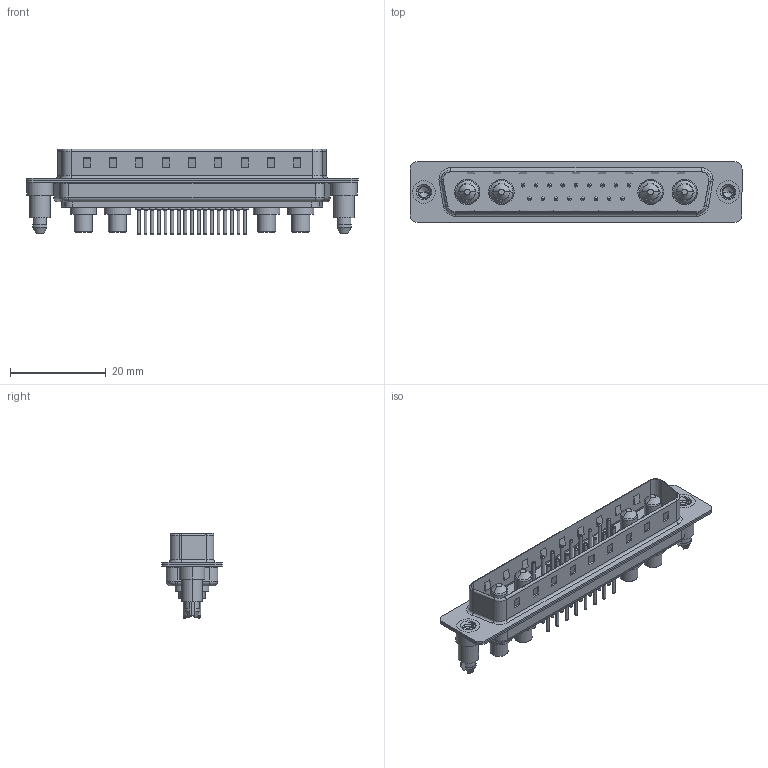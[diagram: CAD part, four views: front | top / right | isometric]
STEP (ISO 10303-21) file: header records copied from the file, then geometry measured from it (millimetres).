
FILE_DESCRIPTION (( 'STEP AP203' ), '1' );
FILE_NAME ('627-21W4224-4N5.STEP', '2019-05-30T09:51:08', ( '' ), ( '' ), 'SwSTEP 2.0', 'SolidWorks 2016', '' );
FILE_SCHEMA (( 'CONFIG_CONTROL_DESIGN' ));
Length unit declared in the file: millimetre
Products named in the file (8): 627Combo Contact Row 2_24; 627-21W4224-4N5; 627Combo Housing_21W4; 627Combo Shell Rear_37 Contacts; 627Combo Shell Front_37 Contacts; 627Combo Threaded Boardlock_5; Power Pin_40A S; 627Combo Contact Row 1_24
Assembly tree (26 placements, depth 2):
  627-21W4224-4N5
    627Combo Housing_21W4
    627Combo Shell Rear_37 Contacts
    627Combo Shell Front_37 Contacts
    627Combo Threaded Boardlock_5  x2
    Power Pin_40A S  x4
    627Combo Contact Row 1_24  x9
    627Combo Contact Row 2_24  x8
Bounding box: 69.3 x 12.6 x 17.9 mm (x, y, z)
Volume: 4249.9 mm3; surface area: 9519.1 mm2
Topology: 30 solids, 30 shells, 1251 faces, 2787 edges, 1708 vertices
Faces by surface type: cylinder 487, plane 378, torus 330, cone 42, bspline 14
Entity records: 22362 total; most frequent: CARTESIAN_POINT 5079, DIRECTION 3536, ORIENTED_EDGE 3154, EDGE_CURVE 1577, AXIS2_PLACEMENT_3D 1358, VERTEX_POINT 1001, LINE 820, VECTOR 820
